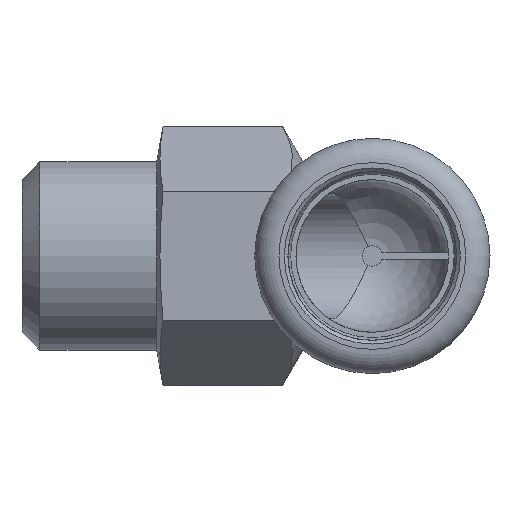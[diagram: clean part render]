
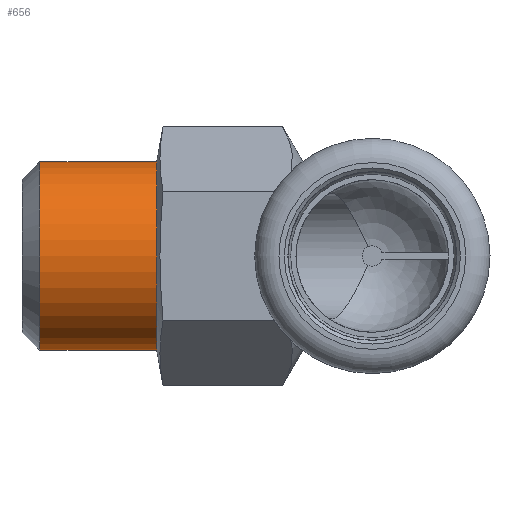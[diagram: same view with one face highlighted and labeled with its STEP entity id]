
A CAD part, front view. The second image highlights one B-rep face of the part: STEP entity #656.
In plain terms, the highlighted cylindrical face has radius 10.477 mm (diameter 20.955 mm), a full revolution.
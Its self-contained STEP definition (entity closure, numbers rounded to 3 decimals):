
#89=FACE_BOUND($,#194,.T.);
#104=CYLINDRICAL_SURFACE($,#728,10.478);
#131=FACE_OUTER_BOUND($,#193,.T.);
#193=EDGE_LOOP($,(#497));
#194=EDGE_LOOP($,(#498));
#276=CIRCLE($,#727,10.478);
#277=CIRCLE($,#729,10.478);
#321=VERTEX_POINT($,#1051);
#322=VERTEX_POINT($,#1054);
#387=EDGE_CURVE($,#321,#321,#276,.T.);
#388=EDGE_CURVE($,#322,#322,#277,.T.);
#497=ORIENTED_EDGE($,*,*,#388,.T.);
#498=ORIENTED_EDGE($,*,*,#387,.F.);
#656=ADVANCED_FACE($,(#131,#89),#104,.T.);
#727=AXIS2_PLACEMENT_3D($,#1052,#863,#864);
#728=AXIS2_PLACEMENT_3D($,#1053,#865,#866);
#729=AXIS2_PLACEMENT_3D($,#1055,#867,#868);
#863=DIRECTION('center_axis',(-1.,0.,0.));
#864=DIRECTION('ref_axis',(0.,1.,0.));
#865=DIRECTION('center_axis',(-1.,0.,0.));
#866=DIRECTION('ref_axis',(0.,1.,0.));
#867=DIRECTION('center_axis',(-1.,0.,0.));
#868=DIRECTION('ref_axis',(0.,1.,0.));
#1051=CARTESIAN_POINT('',(24.,38.478,0.));
#1052=CARTESIAN_POINT('Origin',(24.,28.,0.));
#1053=CARTESIAN_POINT('Origin',(30.511,28.,0.));
#1054=CARTESIAN_POINT('',(37.023,38.478,0.));
#1055=CARTESIAN_POINT('Origin',(37.023,28.,0.));
